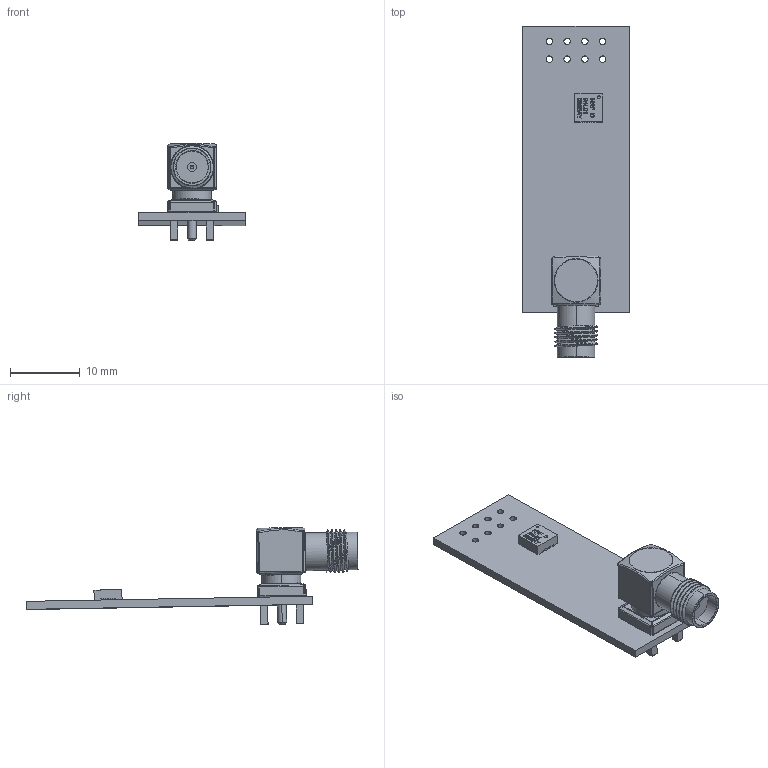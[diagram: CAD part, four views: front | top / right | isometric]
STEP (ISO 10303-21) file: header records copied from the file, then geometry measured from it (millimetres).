
FILE_DESCRIPTION (( 'STEP AP214' ), '1' );
FILE_NAME ('Ñáîðêà ðàìû êîìïîíåíòîâ.STEP', '2020-01-29T13:29:59', ( '' ), ( '' ), 'SwSTEP 2.0', 'SolidWorks 2014', '' );
FILE_SCHEMA (( 'AUTOMOTIVE_DESIGN' ));
Length unit declared in the file: millimetre
Products named in the file (5): Ñáîðêà ðàìû êîìïîíåíòîâ; NRF24L01_SMA-angled; NRF24L01-CHIP-NRF___ _________; NRF24L01_PCB; NRF24l01_with_antenna
Assembly tree (4 placements, depth 3):
  Ñáîðêà ðàìû êîìïîíåíòîâ
    NRF24l01_with_antenna
      NRF24L01_PCB
      NRF24L01_SMA-angled
      NRF24L01-CHIP-NRF___ _________
Bounding box: 15.25 x 47.58 x 13.91 mm (x, y, z)
Volume: 1178.8 mm3; surface area: 2350.2 mm2
Topology: 3 solids, 4 shells, 629 faces, 1501 edges, 902 vertices
Faces by surface type: plane 313, bspline 181, cylinder 131, cone 4
Entity records: 32629 total; most frequent: CARTESIAN_POINT 12246, ORIENTED_EDGE 2970, DIRECTION 2331, EDGE_CURVE 1485, VECTOR 939, LINE 939, VERTEX_POINT 902, AXIS2_PLACEMENT_3D 696
